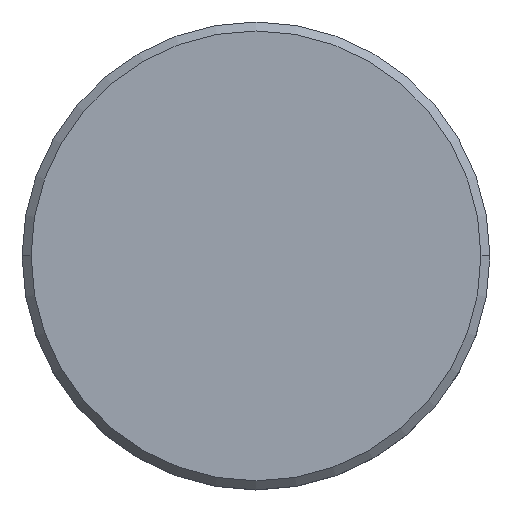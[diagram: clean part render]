
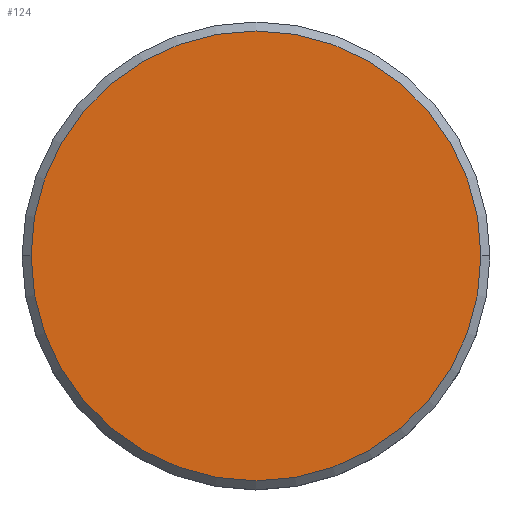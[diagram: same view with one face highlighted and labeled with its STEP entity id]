
A CAD part, top view. The second image highlights one B-rep face of the part: STEP entity #124.
In plain terms, the highlighted planar face has unit normal (0, 0, 1).
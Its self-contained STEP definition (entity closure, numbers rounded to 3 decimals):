
#5 = CIRCLE ( 'NONE', #1115, 12.5 ) ;
#124 = ADVANCED_FACE ( 'NONE', ( #226 ), #598, .T. ) ;
#134 = CARTESIAN_POINT ( 'NONE',  ( 0., 0., 0. ) ) ;
#143 = AXIS2_PLACEMENT_3D ( 'NONE', #134, #304, #1022 ) ;
#219 = DIRECTION ( 'NONE',  ( 1., 0., 0. ) ) ;
#226 = FACE_OUTER_BOUND ( 'NONE', #507, .T. ) ;
#237 = CARTESIAN_POINT ( 'NONE',  ( 0., 0., 0. ) ) ;
#304 = DIRECTION ( 'NONE',  ( 0., 0., 1. ) ) ;
#373 = AXIS2_PLACEMENT_3D ( 'NONE', #237, #425, #219 ) ;
#425 = DIRECTION ( 'NONE',  ( 0., 0., 1. ) ) ;
#465 = CIRCLE ( 'NONE', #373, 12.5 ) ;
#503 = CARTESIAN_POINT ( 'NONE',  ( -12.5, 0., 0. ) ) ;
#507 = EDGE_LOOP ( 'NONE', ( #899, #1167 ) ) ;
#547 = VERTEX_POINT ( 'NONE', #503 ) ;
#580 = EDGE_CURVE ( 'NONE', #1116, #547, #5, .T. ) ;
#598 = PLANE ( 'NONE',  #143 ) ;
#601 = EDGE_CURVE ( 'NONE', #547, #1116, #465, .T. ) ;
#713 = CARTESIAN_POINT ( 'NONE',  ( 12.5, 0., 0. ) ) ;
#787 = DIRECTION ( 'NONE',  ( 0., 0., 1. ) ) ;
#899 = ORIENTED_EDGE ( 'NONE', *, *, #601, .T. ) ;
#1022 = DIRECTION ( 'NONE',  ( 1., 0., 0. ) ) ;
#1039 = DIRECTION ( 'NONE',  ( 1., 0., 0. ) ) ;
#1115 = AXIS2_PLACEMENT_3D ( 'NONE', #1146, #787, #1039 ) ;
#1116 = VERTEX_POINT ( 'NONE', #713 ) ;
#1146 = CARTESIAN_POINT ( 'NONE',  ( 0., 0., 0. ) ) ;
#1167 = ORIENTED_EDGE ( 'NONE', *, *, #580, .T. ) ;
